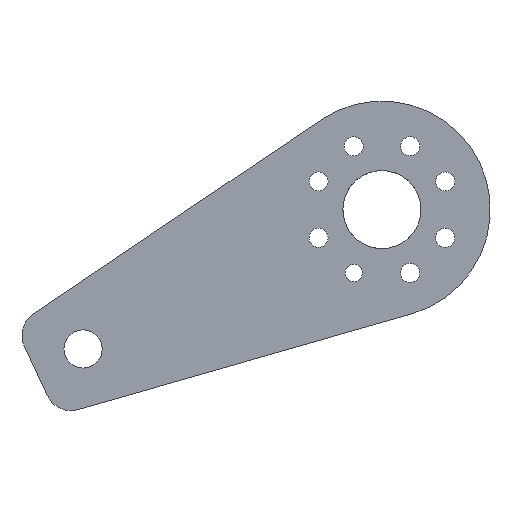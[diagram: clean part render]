
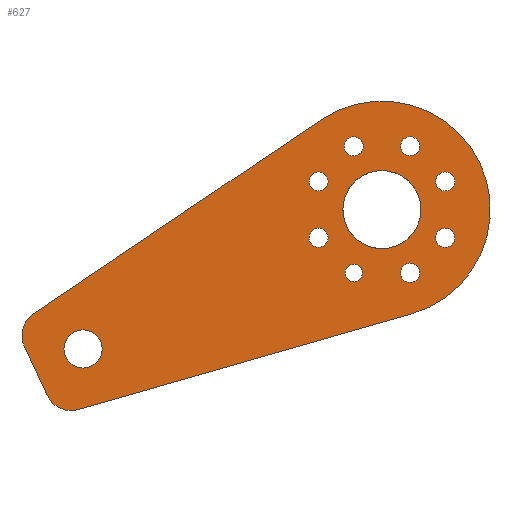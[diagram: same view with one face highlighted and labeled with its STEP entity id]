
A CAD part, left-side view. The second image highlights one B-rep face of the part: STEP entity #627.
In plain terms, the highlighted planar face has unit normal (-1, 0, 0).
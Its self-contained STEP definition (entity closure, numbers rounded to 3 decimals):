
#25=FACE_BOUND('',#120,.T.);
#26=FACE_BOUND('',#121,.T.);
#27=FACE_BOUND('',#122,.T.);
#28=FACE_BOUND('',#123,.T.);
#29=FACE_BOUND('',#124,.T.);
#30=FACE_BOUND('',#125,.T.);
#31=FACE_BOUND('',#126,.T.);
#32=FACE_BOUND('',#127,.T.);
#33=FACE_BOUND('',#128,.T.);
#34=FACE_BOUND('',#129,.T.);
#47=PLANE('',#710);
#77=FACE_OUTER_BOUND('',#119,.T.);
#119=EDGE_LOOP('',(#553,#554,#555,#556,#557,#558));
#120=EDGE_LOOP('',(#559));
#121=EDGE_LOOP('',(#560));
#122=EDGE_LOOP('',(#561));
#123=EDGE_LOOP('',(#562));
#124=EDGE_LOOP('',(#563));
#125=EDGE_LOOP('',(#564));
#126=EDGE_LOOP('',(#565));
#127=EDGE_LOOP('',(#566));
#128=EDGE_LOOP('',(#567));
#129=EDGE_LOOP('',(#568));
#137=CIRCLE('',#652,4.5);
#154=CIRCLE('',#673,1.);
#155=CIRCLE('',#675,1.1);
#156=CIRCLE('',#677,1.1);
#157=CIRCLE('',#679,1.1);
#158=CIRCLE('',#681,1.1);
#159=CIRCLE('',#683,1.1);
#160=CIRCLE('',#685,1.1);
#161=CIRCLE('',#687,1.1);
#165=CIRCLE('',#698,3.);
#169=CIRCLE('',#705,3.);
#170=CIRCLE('',#708,12.5);
#171=CIRCLE('',#711,2.2);
#211=LINE('',#1051,#257);
#216=LINE('',#1068,#262);
#218=LINE('',#1073,#264);
#257=VECTOR('',#868,10.);
#262=VECTOR('',#885,10.);
#264=VECTOR('',#893,10.);
#279=VERTEX_POINT('',#940);
#294=VERTEX_POINT('',#981);
#295=VERTEX_POINT('',#985);
#296=VERTEX_POINT('',#989);
#297=VERTEX_POINT('',#993);
#298=VERTEX_POINT('',#997);
#299=VERTEX_POINT('',#1001);
#300=VERTEX_POINT('',#1005);
#301=VERTEX_POINT('',#1009);
#308=VERTEX_POINT('',#1038);
#309=VERTEX_POINT('',#1039);
#313=VERTEX_POINT('',#1049);
#317=VERTEX_POINT('',#1061);
#318=VERTEX_POINT('',#1062);
#319=VERTEX_POINT('',#1067);
#320=VERTEX_POINT('',#1075);
#336=EDGE_CURVE('',#279,#279,#137,.T.);
#358=EDGE_CURVE('',#294,#294,#154,.T.);
#360=EDGE_CURVE('',#295,#295,#155,.T.);
#362=EDGE_CURVE('',#296,#296,#156,.T.);
#364=EDGE_CURVE('',#297,#297,#157,.T.);
#366=EDGE_CURVE('',#298,#298,#158,.T.);
#368=EDGE_CURVE('',#299,#299,#159,.T.);
#370=EDGE_CURVE('',#300,#300,#160,.T.);
#372=EDGE_CURVE('',#301,#301,#161,.T.);
#386=EDGE_CURVE('',#308,#309,#165,.T.);
#392=EDGE_CURVE('',#308,#313,#211,.T.);
#397=EDGE_CURVE('',#317,#318,#169,.T.);
#400=EDGE_CURVE('',#319,#318,#216,.T.);
#402=EDGE_CURVE('',#313,#319,#170,.T.);
#403=EDGE_CURVE('',#317,#309,#218,.T.);
#404=EDGE_CURVE('',#320,#320,#171,.T.);
#553=ORIENTED_EDGE('',*,*,#386,.F.);
#554=ORIENTED_EDGE('',*,*,#392,.T.);
#555=ORIENTED_EDGE('',*,*,#402,.T.);
#556=ORIENTED_EDGE('',*,*,#400,.T.);
#557=ORIENTED_EDGE('',*,*,#397,.F.);
#558=ORIENTED_EDGE('',*,*,#403,.T.);
#559=ORIENTED_EDGE('',*,*,#404,.T.);
#560=ORIENTED_EDGE('',*,*,#358,.T.);
#561=ORIENTED_EDGE('',*,*,#360,.T.);
#562=ORIENTED_EDGE('',*,*,#362,.T.);
#563=ORIENTED_EDGE('',*,*,#364,.T.);
#564=ORIENTED_EDGE('',*,*,#366,.T.);
#565=ORIENTED_EDGE('',*,*,#368,.T.);
#566=ORIENTED_EDGE('',*,*,#370,.T.);
#567=ORIENTED_EDGE('',*,*,#372,.T.);
#568=ORIENTED_EDGE('',*,*,#336,.T.);
#627=ADVANCED_FACE('',(#77,#25,#26,#27,#28,#29,#30,#31,#32,#33,#34),#47,
 .F.);
#652=AXIS2_PLACEMENT_3D('',#942,#744,#745);
#673=AXIS2_PLACEMENT_3D('',#983,#791,#792);
#675=AXIS2_PLACEMENT_3D('',#987,#796,#797);
#677=AXIS2_PLACEMENT_3D('',#991,#801,#802);
#679=AXIS2_PLACEMENT_3D('',#995,#806,#807);
#681=AXIS2_PLACEMENT_3D('',#999,#811,#812);
#683=AXIS2_PLACEMENT_3D('',#1003,#816,#817);
#685=AXIS2_PLACEMENT_3D('',#1007,#821,#822);
#687=AXIS2_PLACEMENT_3D('',#1011,#826,#827);
#698=AXIS2_PLACEMENT_3D('',#1040,#858,#859);
#705=AXIS2_PLACEMENT_3D('',#1063,#879,#880);
#708=AXIS2_PLACEMENT_3D('',#1071,#889,#890);
#710=AXIS2_PLACEMENT_3D('',#1074,#894,#895);
#711=AXIS2_PLACEMENT_3D('',#1076,#896,#897);
#744=DIRECTION('center_axis',(1.,0.,0.));
#745=DIRECTION('ref_axis',(0.,0.,-1.));
#791=DIRECTION('center_axis',(1.,0.,0.));
#792=DIRECTION('ref_axis',(0.,0.,-1.));
#796=DIRECTION('center_axis',(1.,0.,0.));
#797=DIRECTION('ref_axis',(0.,0.,-1.));
#801=DIRECTION('center_axis',(1.,0.,0.));
#802=DIRECTION('ref_axis',(0.,0.,-1.));
#806=DIRECTION('center_axis',(1.,0.,0.));
#807=DIRECTION('ref_axis',(0.,0.,-1.));
#811=DIRECTION('center_axis',(1.,0.,0.));
#812=DIRECTION('ref_axis',(0.,0.,-1.));
#816=DIRECTION('center_axis',(1.,0.,0.));
#817=DIRECTION('ref_axis',(0.,0.,-1.));
#821=DIRECTION('center_axis',(1.,0.,0.));
#822=DIRECTION('ref_axis',(0.,0.,-1.));
#826=DIRECTION('center_axis',(1.,0.,0.));
#827=DIRECTION('ref_axis',(0.,0.,-1.));
#858=DIRECTION('center_axis',(1.,0.,0.));
#859=DIRECTION('ref_axis',(0.,0.415,-0.91));
#868=DIRECTION('',(0.,-0.961,0.276));
#879=DIRECTION('center_axis',(1.,0.,0.));
#880=DIRECTION('ref_axis',(0.,0.964,0.267));
#885=DIRECTION('',(0.,0.829,-0.559));
#889=DIRECTION('center_axis',(-1.,0.,0.));
#890=DIRECTION('ref_axis',(0.,0.,-1.));
#893=DIRECTION('',(0.,-0.423,-0.906));
#894=DIRECTION('center_axis',(1.,0.,0.));
#895=DIRECTION('ref_axis',(0.,-1.,0.));
#896=DIRECTION('center_axis',(1.,0.,0.));
#897=DIRECTION('ref_axis',(0.,0.,-1.));
#940=CARTESIAN_POINT('',(-12.1,75.577,-22.952));
#942=CARTESIAN_POINT('Origin',(-12.1,75.577,-27.452));
#981=CARTESIAN_POINT('',(-12.1,78.827,-33.752));
#983=CARTESIAN_POINT('Origin',(-12.1,78.827,-34.752));
#985=CARTESIAN_POINT('',(-12.1,72.327,-19.052));
#987=CARTESIAN_POINT('Origin',(-12.1,72.327,-20.152));
#989=CARTESIAN_POINT('',(-12.1,78.827,-19.052));
#991=CARTESIAN_POINT('Origin',(-12.1,78.827,-20.152));
#993=CARTESIAN_POINT('',(-12.1,72.327,-33.652));
#995=CARTESIAN_POINT('Origin',(-12.1,72.327,-34.752));
#997=CARTESIAN_POINT('',(-12.1,82.877,-29.602));
#999=CARTESIAN_POINT('Origin',(-12.1,82.877,-30.702));
#1001=CARTESIAN_POINT('',(-12.1,68.277,-23.102));
#1003=CARTESIAN_POINT('Origin',(-12.1,68.277,-24.202));
#1005=CARTESIAN_POINT('',(-12.1,82.877,-23.102));
#1007=CARTESIAN_POINT('Origin',(-12.1,82.877,-24.202));
#1009=CARTESIAN_POINT('',(-12.1,68.277,-29.602));
#1011=CARTESIAN_POINT('Origin',(-12.1,68.277,-30.702));
#1038=CARTESIAN_POINT('',(-12.1,110.588,-50.495));
#1039=CARTESIAN_POINT('',(-12.1,114.134,-48.879));
#1040=CARTESIAN_POINT('Origin',(-12.1,111.415,-47.611));
#1049=CARTESIAN_POINT('',(-12.1,72.131,-39.468));
#1051=CARTESIAN_POINT('',(-12.1,100.216,-47.521));
#1061=CARTESIAN_POINT('',(-12.1,116.775,-43.215));
#1062=CARTESIAN_POINT('',(-12.1,115.733,-39.46));
#1063=CARTESIAN_POINT('Origin',(-12.1,114.056,-41.947));
#1067=CARTESIAN_POINT('',(-12.1,82.567,-17.089));
#1068=CARTESIAN_POINT('',(-12.1,88.988,-21.42));
#1071=CARTESIAN_POINT('Origin',(-12.1,75.577,-27.452));
#1073=CARTESIAN_POINT('',(-12.1,116.909,-42.928));
#1074=CARTESIAN_POINT('Origin',(-12.1,90.467,-33.077));
#1075=CARTESIAN_POINT('',(-12.1,110.016,-41.311));
#1076=CARTESIAN_POINT('Origin',(-12.1,110.016,-43.511));
